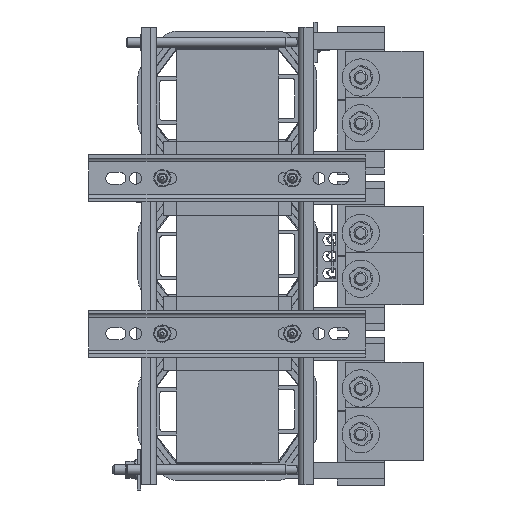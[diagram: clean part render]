
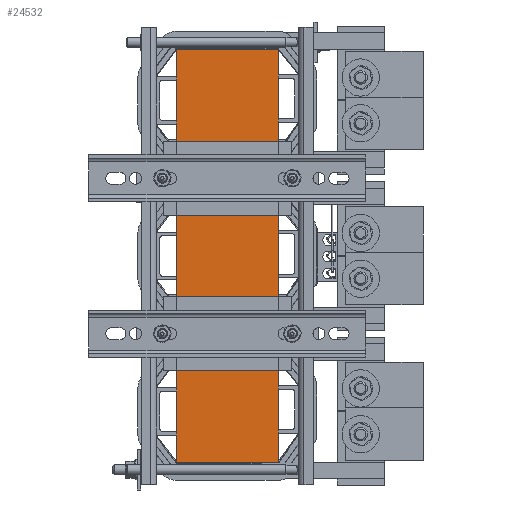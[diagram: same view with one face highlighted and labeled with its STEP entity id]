
A CAD part, front view. The second image highlights one B-rep face of the part: STEP entity #24532.
In plain terms, the highlighted planar face has unit normal (0, -1, 0).
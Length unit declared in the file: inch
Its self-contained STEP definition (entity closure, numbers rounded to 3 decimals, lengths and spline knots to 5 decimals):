
#2579=FACE_OUTER_BOUND('',#3948,.T.);
#3948=EDGE_LOOP('',(#17418,#17419,#17420,#17421));
#5708=LINE('',#36091,#8219);
#5713=LINE('',#36100,#8224);
#5717=LINE('',#36108,#8228);
#5718=LINE('',#36110,#8229);
#8219=VECTOR('',#29533,0.3937);
#8224=VECTOR('',#29540,0.3937);
#8228=VECTOR('',#29548,0.3937);
#8229=VECTOR('',#29551,0.3937);
#10641=VERTEX_POINT('',#36087);
#10643=VERTEX_POINT('',#36090);
#10645=VERTEX_POINT('',#36096);
#10648=VERTEX_POINT('',#36106);
#13212=EDGE_CURVE('',#10643,#10641,#5708,.T.);
#13217=EDGE_CURVE('',#10645,#10643,#5713,.T.);
#13221=EDGE_CURVE('',#10641,#10648,#5717,.T.);
#13222=EDGE_CURVE('',#10648,#10645,#5718,.T.);
#17418=ORIENTED_EDGE('',*,*,#13222,.T.);
#17419=ORIENTED_EDGE('',*,*,#13217,.T.);
#17420=ORIENTED_EDGE('',*,*,#13212,.T.);
#17421=ORIENTED_EDGE('',*,*,#13221,.T.);
#23642=PLANE('',#26776);
#24532=ADVANCED_FACE('',(#2579),#23642,.T.);
#26776=AXIS2_PLACEMENT_3D('',#36109,#29549,#29550);
#29533=DIRECTION('',(1.,0.,0.));
#29540=DIRECTION('',(0.,0.,-1.));
#29548=DIRECTION('',(0.,0.,1.));
#29549=DIRECTION('center_axis',(0.,-1.,0.));
#29550=DIRECTION('ref_axis',(0.,0.,-1.));
#29551=DIRECTION('',(-1.,0.,0.));
#36087=CARTESIAN_POINT('',(2.64847,-2.6455,-7.625));
#36090=CARTESIAN_POINT('',(-1.10153,-2.6455,-7.625));
#36091=CARTESIAN_POINT('',(2.64847,-2.6455,-7.625));
#36096=CARTESIAN_POINT('',(-1.10153,-2.6455,7.625));
#36100=CARTESIAN_POINT('',(-1.10153,-2.6455,0.));
#36106=CARTESIAN_POINT('',(2.64847,-2.6455,7.625));
#36108=CARTESIAN_POINT('',(2.64847,-2.6455,0.));
#36109=CARTESIAN_POINT('Origin',(2.64847,-2.6455,0.));
#36110=CARTESIAN_POINT('',(2.64847,-2.6455,7.625));
